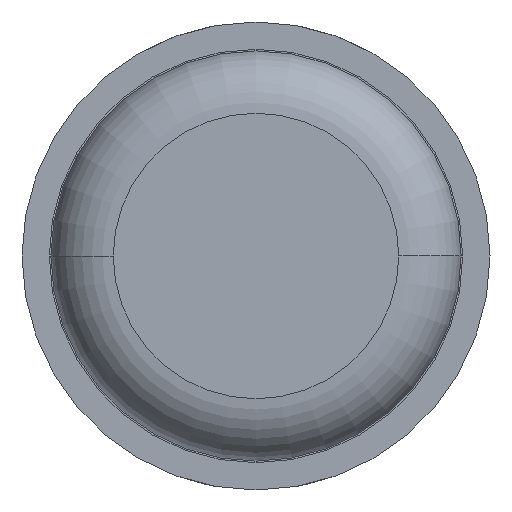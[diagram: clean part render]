
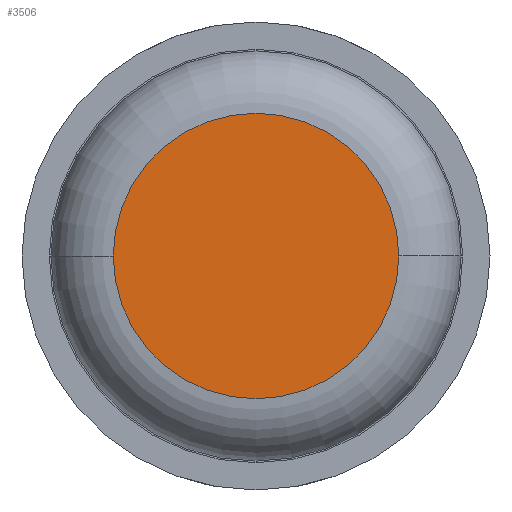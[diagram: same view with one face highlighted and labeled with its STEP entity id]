
A CAD part, front view. The second image highlights one B-rep face of the part: STEP entity #3506.
In plain terms, the highlighted planar face has unit normal (0, -1, 0).
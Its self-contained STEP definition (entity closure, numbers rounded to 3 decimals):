
#83 = DIRECTION ( 'NONE',  ( -1., 0., 0. ) ) ;
#123 = AXIS2_PLACEMENT_3D ( 'NONE', #2069, #3737, #83 ) ;
#345 = CARTESIAN_POINT ( 'NONE',  ( 0.915, 0., 0. ) ) ;
#823 = DIRECTION ( 'NONE',  ( -1., 0., 0. ) ) ;
#905 = CARTESIAN_POINT ( 'NONE',  ( 0., 0., 0. ) ) ;
#1081 = ORIENTED_EDGE ( 'NONE', *, *, #2900, .T. ) ;
#1228 = DIRECTION ( 'NONE',  ( -1., 0., 0. ) ) ;
#1319 = VERTEX_POINT ( 'NONE', #345 ) ;
#1475 = AXIS2_PLACEMENT_3D ( 'NONE', #1479, #2077, #823 ) ;
#1479 = CARTESIAN_POINT ( 'NONE',  ( 0., 0., 0. ) ) ;
#1874 = VERTEX_POINT ( 'NONE', #3511 ) ;
#2069 = CARTESIAN_POINT ( 'NONE',  ( 0., 0., 0. ) ) ;
#2077 = DIRECTION ( 'NONE',  ( 0., 1., 0. ) ) ;
#2404 = PLANE ( 'NONE',  #1475 ) ;
#2748 = CIRCLE ( 'NONE', #123, 0.915 ) ;
#2900 = EDGE_CURVE ( 'Defeature ausgef�hrt1_6+Defeature ausgef�hrt1_7+Defeature ausgef�hrt1_7+Defeature ausgef�hrt1_7', #1874, #1319, #4126, .T. ) ;
#3180 = DIRECTION ( 'NONE',  ( 0., -1., 0. ) ) ;
#3506 = ADVANCED_FACE ( 'Defeature ausgef�hrt1_6', ( #4242 ), #2404, .F. ) ;
#3511 = CARTESIAN_POINT ( 'NONE',  ( -0.915, 0., 0. ) ) ;
#3522 = AXIS2_PLACEMENT_3D ( 'NONE', #905, #3180, #1228 ) ;
#3723 = EDGE_LOOP ( 'NONE', ( #1081, #3886 ) ) ;
#3737 = DIRECTION ( 'NONE',  ( 0., -1., 0. ) ) ;
#3794 = EDGE_CURVE ( 'Defeature ausgef�hrt1_6+Defeature ausgef�hrt1_7+Defeature ausgef�hrt1_7+Defeature ausgef�hrt1_7', #1319, #1874, #2748, .T. ) ;
#3886 = ORIENTED_EDGE ( 'NONE', *, *, #3794, .T. ) ;
#4126 = CIRCLE ( 'NONE', #3522, 0.915 ) ;
#4242 = FACE_OUTER_BOUND ( 'NONE', #3723, .T. ) ;
